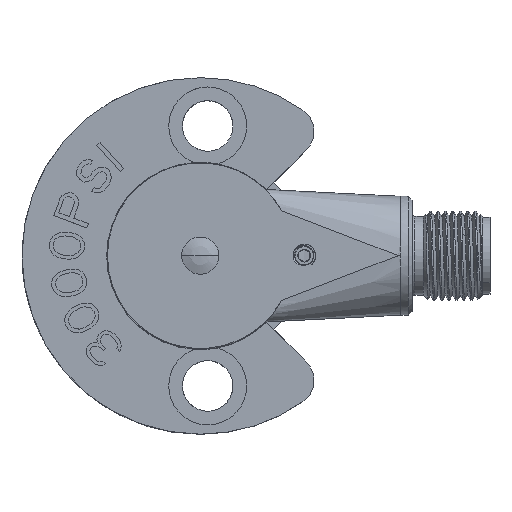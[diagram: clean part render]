
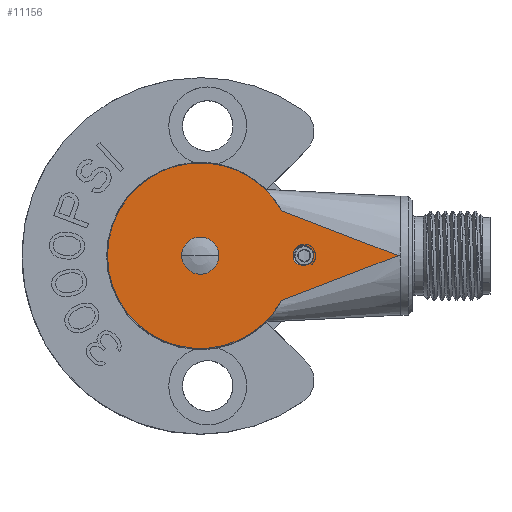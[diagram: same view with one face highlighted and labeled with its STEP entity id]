
A CAD part, top view. The second image highlights one B-rep face of the part: STEP entity #11156.
In plain terms, the highlighted planar face has unit normal (0, 0, 1).
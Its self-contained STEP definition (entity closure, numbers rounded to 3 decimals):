
#1671=CARTESIAN_POINT('',(0.,0.,27.3));
#1672=DIRECTION('',(0.,0.,1.));
#1673=DIRECTION('',(1.,-0.021,0.));
#1674=AXIS2_PLACEMENT_3D('',#1671,#1672,#1673);
#1855=CARTESIAN_POINT('',(14.712,-1.027,27.3));
#1856=CARTESIAN_POINT('',(14.628,-1.1,27.3));
#1857=CARTESIAN_POINT('',(14.446,-1.221,27.3));
#1858=CARTESIAN_POINT('',(14.117,-1.332,27.3));
#1859=CARTESIAN_POINT('',(13.767,-1.351,27.3));
#1860=CARTESIAN_POINT('',(13.432,-1.286,27.3));
#1861=CARTESIAN_POINT('',(13.111,-1.132,27.3));
#1862=CARTESIAN_POINT('',(12.835,-0.903,
27.3));
#1863=CARTESIAN_POINT('',(12.622,-0.61,
27.3));
#1864=CARTESIAN_POINT('',(12.53,-0.385,27.3));
#1865=CARTESIAN_POINT('',(12.497,-0.263,27.3));
#1956=CARTESIAN_POINT('',(12.497,0.256,27.3));
#2035=CARTESIAN_POINT('',(0.,0.,27.3));
#2036=DIRECTION('',(0.,0.,1.));
#2037=DIRECTION('',(1.,0.,0.));
#2038=AXIS2_PLACEMENT_3D('',#2035,#2036,#2037);
#2040=CARTESIAN_POINT('',(0.,0.,27.3));
#2041=DIRECTION('',(0.,0.,1.));
#2042=DIRECTION('',(-1.,0.,0.));
#2043=AXIS2_PLACEMENT_3D('',#2040,#2041,#2042);
#2045=DIRECTION('',(-0.933,-0.359,0.));
#2046=VECTOR('',#2045,16.802);
#2047=CARTESIAN_POINT('',(26.626,0.,
27.3));
#2048=LINE('',#2047,#2046);
#2049=CARTESIAN_POINT('',(0.,0.,27.3));
#2050=DIRECTION('',(0.,0.,-1.));
#2051=DIRECTION('',(0.876,-0.483,0.));
#2052=AXIS2_PLACEMENT_3D('',#2049,#2050,#2051);
#2054=CARTESIAN_POINT('',(0.,0.,27.3));
#2055=DIRECTION('',(0.,0.,-1.));
#2056=DIRECTION('',(-1.,0.,0.));
#2057=AXIS2_PLACEMENT_3D('',#2054,#2055,#2056);
#2059=DIRECTION('',(0.933,-0.359,0.));
#2060=VECTOR('',#2059,16.802);
#2061=CARTESIAN_POINT('',(10.946,6.036,27.3));
#2062=LINE('',#2061,#2060);
#2063=CARTESIAN_POINT('',(14.713,1.026,27.3));
#2064=CARTESIAN_POINT('',(14.612,1.113,27.3));
#2065=CARTESIAN_POINT('',(14.398,1.247,27.3));
#2066=CARTESIAN_POINT('',(14.009,1.353,27.3));
#2067=CARTESIAN_POINT('',(13.624,1.333,27.3));
#2068=CARTESIAN_POINT('',(13.251,1.213,27.3));
#2069=CARTESIAN_POINT('',(12.911,0.987,27.3));
#2070=CARTESIAN_POINT('',(12.649,0.661,27.3));
#2071=CARTESIAN_POINT('',(12.536,0.4,27.3));
#2072=CARTESIAN_POINT('',(12.497,0.256,27.3));
#2074=CARTESIAN_POINT('',(14.712,-1.027,27.3));
#2075=CARTESIAN_POINT('',(14.826,-0.948,
27.3));
#2076=CARTESIAN_POINT('',(15.017,-0.763,
27.3));
#2077=CARTESIAN_POINT('',(15.208,-0.399,
27.3));
#2078=CARTESIAN_POINT('',(15.272,0.005,27.3));
#2079=CARTESIAN_POINT('',(15.206,0.407,27.3));
#2080=CARTESIAN_POINT('',(15.011,0.771,27.3));
#2081=CARTESIAN_POINT('',(14.822,0.951,27.3));
#2082=CARTESIAN_POINT('',(14.713,1.026,27.3));
#4645=CARTESIAN_POINT('',(14.713,1.026,27.3));
#4647=CARTESIAN_POINT('',(14.712,-1.027,27.3));
#7898=VERTEX_POINT('',#4647);
#7928=VERTEX_POINT('',#4645);
#7949=CARTESIAN_POINT('',(26.626,0.,
27.3));
#7950=CARTESIAN_POINT('',(10.946,-6.036,27.3));
#7951=VERTEX_POINT('',#7949);
#7952=VERTEX_POINT('',#7950);
#7953=CARTESIAN_POINT('',(-12.5,0.,27.3));
#7954=VERTEX_POINT('',#7953);
#7955=CARTESIAN_POINT('',(10.946,6.036,27.3));
#7956=VERTEX_POINT('',#7955);
#9202=CARTESIAN_POINT('',(-2.5,0.,27.3));
#9203=CARTESIAN_POINT('',(2.5,0.,27.3));
#9204=VERTEX_POINT('',#9202);
#9205=VERTEX_POINT('',#9203);
#9213=VERTEX_POINT('',#1956);
#9214=VERTEX_POINT('',#1865);
#11130=CARTESIAN_POINT('',(7.063,0.,27.3));
#11131=DIRECTION('',(0.,0.,1.));
#11132=DIRECTION('',(1.,0.,0.));
#11133=AXIS2_PLACEMENT_3D('',#11130,#11131,#11132);
#11134=PLANE('',#11133);
#11136=ORIENTED_EDGE('',*,*,#11135,.T.);
#11137=ORIENTED_EDGE('',*,*,#10678,.T.);
#11138=ORIENTED_EDGE('',*,*,#10637,.T.);
#11140=ORIENTED_EDGE('',*,*,#11139,.T.);
#11141=EDGE_LOOP('',(#11136,#11137,#11138,#11140));
#11142=FACE_OUTER_BOUND('',#11141,.F.);
#11144=ORIENTED_EDGE('',*,*,#11143,.T.);
#11146=ORIENTED_EDGE('',*,*,#11145,.T.);
#11147=EDGE_LOOP('',(#11144,#11146));
#11148=FACE_BOUND('',#11147,.F.);
#11149=ORIENTED_EDGE('',*,*,#11101,.T.);
#11150=ORIENTED_EDGE('',*,*,#10649,.F.);
#11151=ORIENTED_EDGE('',*,*,#10888,.F.);
#11153=ORIENTED_EDGE('',*,*,#11152,.T.);
#11154=EDGE_LOOP('',(#11149,#11150,#11151,#11153));
#11155=FACE_BOUND('',#11154,.F.);
#11156=ADVANCED_FACE('',(#11142,#11148,#11155),#11134,.T.);
#1675=CIRCLE('',#1674,12.5);
#1866=B_SPLINE_CURVE_WITH_KNOTS('',3,(#1855,#1856,#1857,#1858,#1859,#1860,#1861,
#1862,#1863,#1864,#1865),.UNSPECIFIED.,.F.,.F.,(4,1,1,1,1,1,1,1,4),(0.,
0.125,0.25,0.375,0.5,0.625,0.75,0.875,1.),.UNSPECIFIED.);
#2039=CIRCLE('',#2038,2.5);
#2044=CIRCLE('',#2043,2.5);
#2053=CIRCLE('',#2052,12.5);
#2058=CIRCLE('',#2057,12.5);
#2073=B_SPLINE_CURVE_WITH_KNOTS('',3,(#2063,#2064,#2065,#2066,#2067,#2068,#2069,
#2070,#2071,#2072),.UNSPECIFIED.,.F.,.F.,(4,1,1,1,1,1,1,4),(0.,
0.143,0.286,0.429,0.571,
0.714,0.857,1.),.UNSPECIFIED.);
#2083=B_SPLINE_CURVE_WITH_KNOTS('',3,(#2074,#2075,#2076,#2077,#2078,#2079,#2080,
#2081,#2082),.UNSPECIFIED.,.F.,.F.,(4,1,1,1,1,1,4),(0.,0.167,
0.333,0.5,0.667,0.833,1.),
.UNSPECIFIED.);
#10637=EDGE_CURVE('',#7954,#7956,#2058,.T.);
#10649=EDGE_CURVE('',#9214,#9213,#1675,.T.);
#10678=EDGE_CURVE('',#7952,#7954,#2053,.T.);
#10888=EDGE_CURVE('',#7898,#9214,#1866,.T.);
#11101=EDGE_CURVE('',#7928,#9213,#2073,.T.);
#11135=EDGE_CURVE('',#7951,#7952,#2048,.T.);
#11139=EDGE_CURVE('',#7956,#7951,#2062,.T.);
#11143=EDGE_CURVE('',#9205,#9204,#2039,.T.);
#11145=EDGE_CURVE('',#9204,#9205,#2044,.T.);
#11152=EDGE_CURVE('',#7898,#7928,#2083,.T.);
